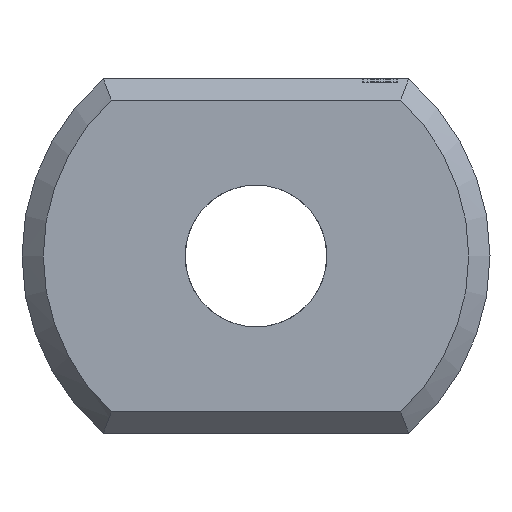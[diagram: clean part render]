
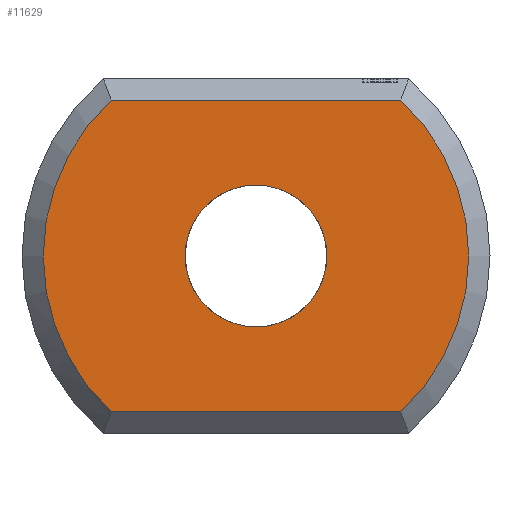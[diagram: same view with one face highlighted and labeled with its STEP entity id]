
A CAD part, left-side view. The second image highlights one B-rep face of the part: STEP entity #11629.
In plain terms, the highlighted planar face has unit normal (-1, 0, 0).
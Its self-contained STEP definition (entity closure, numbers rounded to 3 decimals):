
#298 = PLANE('',#299);
#299 = AXIS2_PLACEMENT_3D('',#300,#301,#302);
#300 = CARTESIAN_POINT('',(0.15,-2.154,-2.35));
#301 = DIRECTION('',(-0.707,0.,-0.707));
#302 = DIRECTION('',(0.,-1.,0.));
#725 = CONICAL_SURFACE('',#726,3.3,0.785);
#726 = AXIS2_PLACEMENT_3D('',#727,#728,#729);
#727 = CARTESIAN_POINT('',(0.3,0.,0.));
#728 = DIRECTION('',(1.,0.,0.));
#729 = DIRECTION('',(0.,0.653,-0.758));
#872 = CONICAL_SURFACE('',#873,3.3,0.785);
#873 = AXIS2_PLACEMENT_3D('',#874,#875,#876);
#874 = CARTESIAN_POINT('',(0.3,0.,0.));
#875 = DIRECTION('',(1.,0.,0.));
#876 = DIRECTION('',(0.,-0.653,0.758));
#909 = VERTEX_POINT('',#910);
#910 = CARTESIAN_POINT('',(0.,-2.04,-2.2));
#937 = VERTEX_POINT('',#938);
#938 = CARTESIAN_POINT('',(0.,2.04,-2.2));
#963 = EDGE_CURVE('',#909,#937,#964,.T.);
#964 = SURFACE_CURVE('',#965,(#969,#976),.PCURVE_S1.);
#965 = LINE('',#966,#967);
#966 = CARTESIAN_POINT('',(0.,-2.154,-2.2));
#967 = VECTOR('',#968,1.);
#968 = DIRECTION('',(0.,1.,0.));
#969 = PCURVE('',#298,#970);
#970 = DEFINITIONAL_REPRESENTATION('',(#971),#975);
#971 = LINE('',#972,#973);
#972 = CARTESIAN_POINT('',(0.,0.212));
#973 = VECTOR('',#974,1.);
#974 = DIRECTION('',(-1.,0.));
#975 = ( GEOMETRIC_REPRESENTATION_CONTEXT(2) 
PARAMETRIC_REPRESENTATION_CONTEXT() REPRESENTATION_CONTEXT('2D SPACE',''
  ) );
#976 = PCURVE('',#977,#982);
#977 = PLANE('',#978);
#978 = AXIS2_PLACEMENT_3D('',#979,#980,#981);
#979 = CARTESIAN_POINT('',(0.,0.,
    0.));
#980 = DIRECTION('',(1.,0.,0.));
#981 = DIRECTION('',(0.,0.,1.));
#982 = DEFINITIONAL_REPRESENTATION('',(#983),#987);
#983 = LINE('',#984,#985);
#984 = CARTESIAN_POINT('',(-2.2,2.154));
#985 = VECTOR('',#986,1.);
#986 = DIRECTION('',(0.,-1.));
#987 = ( GEOMETRIC_REPRESENTATION_CONTEXT(2) 
PARAMETRIC_REPRESENTATION_CONTEXT() REPRESENTATION_CONTEXT('2D SPACE',''
  ) );
#1763 = PLANE('',#1764);
#1764 = AXIS2_PLACEMENT_3D('',#1765,#1766,#1767);
#1765 = CARTESIAN_POINT('',(0.15,-2.154,2.35));
#1766 = DIRECTION('',(0.707,0.,-0.707
    ));
#1767 = DIRECTION('',(0.,-1.,0.));
#11416 = VERTEX_POINT('',#11417);
#11417 = CARTESIAN_POINT('',(0.,2.04,2.2));
#11442 = EDGE_CURVE('',#937,#11416,#11443,.T.);
#11443 = SURFACE_CURVE('',#11444,(#11449,#11456),.PCURVE_S1.);
#11444 = CIRCLE('',#11445,3.);
#11445 = AXIS2_PLACEMENT_3D('',#11446,#11447,#11448);
#11446 = CARTESIAN_POINT('',(0.,0.,
    0.));
#11447 = DIRECTION('',(1.,0.,0.));
#11448 = DIRECTION('',(0.,0.653,-0.758)
  );
#11449 = PCURVE('',#725,#11450);
#11450 = DEFINITIONAL_REPRESENTATION('',(#11451),#11455);
#11451 = LINE('',#11452,#11453);
#11452 = CARTESIAN_POINT('',(0.,-0.3));
#11453 = VECTOR('',#11454,1.);
#11454 = DIRECTION('',(1.,-0.));
#11455 = ( GEOMETRIC_REPRESENTATION_CONTEXT(2) 
PARAMETRIC_REPRESENTATION_CONTEXT() REPRESENTATION_CONTEXT('2D SPACE',''
  ) );
#11456 = PCURVE('',#977,#11457);
#11457 = DEFINITIONAL_REPRESENTATION('',(#11458),#11462);
#11458 = CIRCLE('',#11459,3.);
#11459 = AXIS2_PLACEMENT_2D('',#11460,#11461);
#11460 = CARTESIAN_POINT('',(0.,0.));
#11461 = DIRECTION('',(-0.758,-0.653));
#11462 = ( GEOMETRIC_REPRESENTATION_CONTEXT(2) 
PARAMETRIC_REPRESENTATION_CONTEXT() REPRESENTATION_CONTEXT('2D SPACE',''
  ) );
#11580 = VERTEX_POINT('',#11581);
#11581 = CARTESIAN_POINT('',(0.,-2.04,2.2));
#11608 = EDGE_CURVE('',#11580,#909,#11609,.T.);
#11609 = SURFACE_CURVE('',#11610,(#11615,#11622),.PCURVE_S1.);
#11610 = CIRCLE('',#11611,3.);
#11611 = AXIS2_PLACEMENT_3D('',#11612,#11613,#11614);
#11612 = CARTESIAN_POINT('',(0.,0.,
    0.));
#11613 = DIRECTION('',(1.,0.,0.));
#11614 = DIRECTION('',(0.,-0.653,0.758)
  );
#11615 = PCURVE('',#872,#11616);
#11616 = DEFINITIONAL_REPRESENTATION('',(#11617),#11621);
#11617 = LINE('',#11618,#11619);
#11618 = CARTESIAN_POINT('',(0.,-0.3));
#11619 = VECTOR('',#11620,1.);
#11620 = DIRECTION('',(1.,-0.));
#11621 = ( GEOMETRIC_REPRESENTATION_CONTEXT(2) 
PARAMETRIC_REPRESENTATION_CONTEXT() REPRESENTATION_CONTEXT('2D SPACE',''
  ) );
#11622 = PCURVE('',#977,#11623);
#11623 = DEFINITIONAL_REPRESENTATION('',(#11624),#11628);
#11624 = CIRCLE('',#11625,3.);
#11625 = AXIS2_PLACEMENT_2D('',#11626,#11627);
#11626 = CARTESIAN_POINT('',(0.,0.));
#11627 = DIRECTION('',(0.758,0.653));
#11628 = ( GEOMETRIC_REPRESENTATION_CONTEXT(2) 
PARAMETRIC_REPRESENTATION_CONTEXT() REPRESENTATION_CONTEXT('2D SPACE',''
  ) );
#11629 = ADVANCED_FACE('',(#11630,#11656),#977,.F.);
#11630 = FACE_BOUND('',#11631,.F.);
#11631 = EDGE_LOOP('',(#11632,#11633,#11654,#11655));
#11632 = ORIENTED_EDGE('',*,*,#11442,.T.);
#11633 = ORIENTED_EDGE('',*,*,#11634,.F.);
#11634 = EDGE_CURVE('',#11580,#11416,#11635,.T.);
#11635 = SURFACE_CURVE('',#11636,(#11640,#11647),.PCURVE_S1.);
#11636 = LINE('',#11637,#11638);
#11637 = CARTESIAN_POINT('',(0.,-2.154,2.2));
#11638 = VECTOR('',#11639,1.);
#11639 = DIRECTION('',(0.,1.,0.));
#11640 = PCURVE('',#977,#11641);
#11641 = DEFINITIONAL_REPRESENTATION('',(#11642),#11646);
#11642 = LINE('',#11643,#11644);
#11643 = CARTESIAN_POINT('',(2.2,2.154));
#11644 = VECTOR('',#11645,1.);
#11645 = DIRECTION('',(0.,-1.));
#11646 = ( GEOMETRIC_REPRESENTATION_CONTEXT(2) 
PARAMETRIC_REPRESENTATION_CONTEXT() REPRESENTATION_CONTEXT('2D SPACE',''
  ) );
#11647 = PCURVE('',#1763,#11648);
#11648 = DEFINITIONAL_REPRESENTATION('',(#11649),#11653);
#11649 = LINE('',#11650,#11651);
#11650 = CARTESIAN_POINT('',(0.,0.212));
#11651 = VECTOR('',#11652,1.);
#11652 = DIRECTION('',(-1.,0.));
#11653 = ( GEOMETRIC_REPRESENTATION_CONTEXT(2) 
PARAMETRIC_REPRESENTATION_CONTEXT() REPRESENTATION_CONTEXT('2D SPACE',''
  ) );
#11654 = ORIENTED_EDGE('',*,*,#11608,.T.);
#11655 = ORIENTED_EDGE('',*,*,#963,.T.);
#11656 = FACE_BOUND('',#11657,.T.);
#11657 = EDGE_LOOP('',(#11658));
#11658 = ORIENTED_EDGE('',*,*,#11659,.T.);
#11659 = EDGE_CURVE('',#11660,#11660,#11662,.T.);
#11660 = VERTEX_POINT('',#11661);
#11661 = CARTESIAN_POINT('',(0.,1.,0.));
#11662 = SURFACE_CURVE('',#11663,(#11668,#11675),.PCURVE_S1.);
#11663 = CIRCLE('',#11664,1.);
#11664 = AXIS2_PLACEMENT_3D('',#11665,#11666,#11667);
#11665 = CARTESIAN_POINT('',(0.,0.,0.));
#11666 = DIRECTION('',(1.,0.,0.));
#11667 = DIRECTION('',(0.,1.,0.));
#11668 = PCURVE('',#977,#11669);
#11669 = DEFINITIONAL_REPRESENTATION('',(#11670),#11674);
#11670 = CIRCLE('',#11671,1.);
#11671 = AXIS2_PLACEMENT_2D('',#11672,#11673);
#11672 = CARTESIAN_POINT('',(0.,0.));
#11673 = DIRECTION('',(0.,-1.));
#11674 = ( GEOMETRIC_REPRESENTATION_CONTEXT(2) 
PARAMETRIC_REPRESENTATION_CONTEXT() REPRESENTATION_CONTEXT('2D SPACE',''
  ) );
#11675 = PCURVE('',#11676,#11681);
#11676 = CYLINDRICAL_SURFACE('',#11677,1.);
#11677 = AXIS2_PLACEMENT_3D('',#11678,#11679,#11680);
#11678 = CARTESIAN_POINT('',(0.,0.,0.));
#11679 = DIRECTION('',(-1.,0.,0.));
#11680 = DIRECTION('',(0.,1.,0.));
#11681 = DEFINITIONAL_REPRESENTATION('',(#11682),#11686);
#11682 = LINE('',#11683,#11684);
#11683 = CARTESIAN_POINT('',(-0.,0.));
#11684 = VECTOR('',#11685,1.);
#11685 = DIRECTION('',(-1.,0.));
#11686 = ( GEOMETRIC_REPRESENTATION_CONTEXT(2) 
PARAMETRIC_REPRESENTATION_CONTEXT() REPRESENTATION_CONTEXT('2D SPACE',''
  ) );
